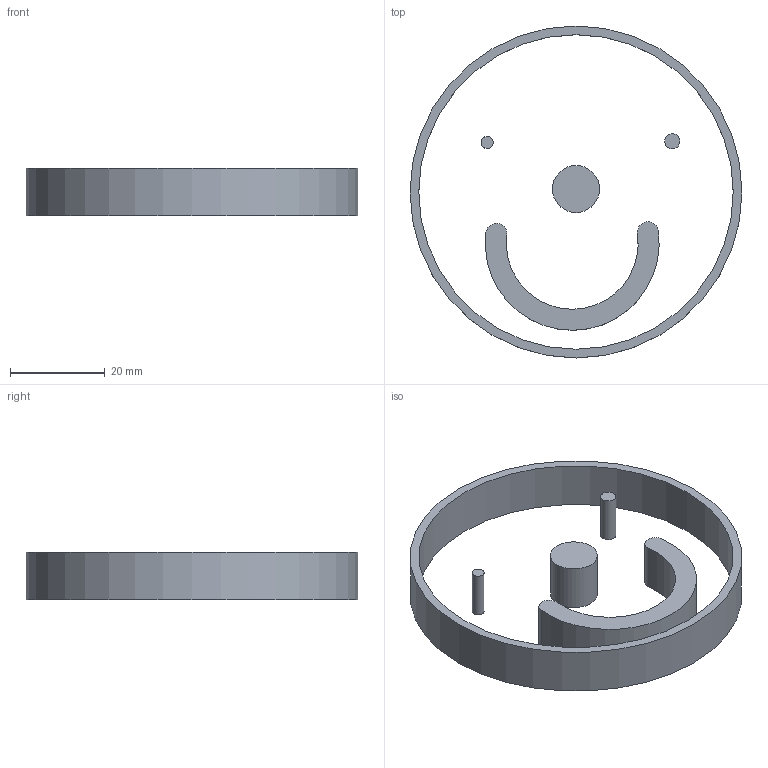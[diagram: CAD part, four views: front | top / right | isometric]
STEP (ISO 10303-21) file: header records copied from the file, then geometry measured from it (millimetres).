
FILE_DESCRIPTION(/* description */ (''),/* implementation_level */ '2;1');
FILE_NAME(/* name */ 'Bauteil1.stp',/* time_stamp */ '2014-10-20T13:52:29+02:00',/* author */ ('sfl'),/* organization */ (''),/* preprocessor_version */ 'ST-DEVELOPER v15.2',/* originating_system */ 'Autodesk Inventor 2014',/* authorisation */ '');
FILE_SCHEMA (('CONFIG_CONTROL_DESIGN'));
Length unit declared in the file: centimetre
Products named in the file (1): Bauteil1
Bounding box: 70 x 70 x 10 mm (x, y, z)
Volume: 7422 mm3; surface area: 7497.9 mm2
Topology: 5 solids, 5 shells, 19 faces, 27 edges, 18 vertices
Faces by surface type: plane 10, cylinder 9
Full cylindrical faces by diameter (mm): 2.549 x1, 3.211 x1, 9.899 x1, 66.33 x1, 70 x1
Entity records: 418 total; most frequent: DIRECTION 80, CARTESIAN_POINT 60, ORIENTED_EDGE 44, AXIS2_PLACEMENT_3D 38, EDGE_LOOP 26, EDGE_CURVE 22, ADVANCED_FACE 19, CIRCLE 18
